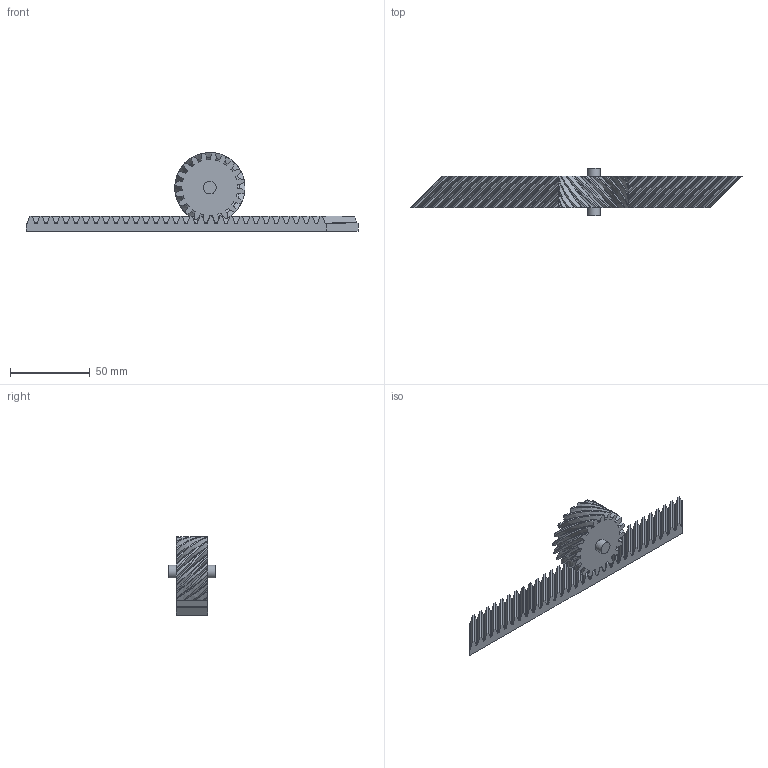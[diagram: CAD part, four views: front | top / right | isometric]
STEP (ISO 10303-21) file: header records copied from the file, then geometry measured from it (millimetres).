
FILE_DESCRIPTION(/* description */ (''),/* implementation_level */ '2;1');
FILE_NAME(/* name */ 'Rack and Pinion Gear.step',/* time_stamp */ '2023-03-15T21:47:29+02:00',/* author */ (''),/* organization */ (''),/* preprocessor_version */ 'ST-DEVELOPER v19.2',/* originating_system */ 'Autodesk Translation Framework v11.17.0.187',/* authorisation */ '');
FILE_SCHEMA (('AUTOMOTIVE_DESIGN { 1 0 10303 214 3 1 1 }'));
Length unit declared in the file: millimetre
Products named in the file (4): Rack and Pinion Gear; Rack Helical; Shaft; Gear 20 teeth_v
Assembly tree (3 placements, depth 2):
  Rack and Pinion Gear
    Rack Helical
    Shaft
    Gear 20 teeth_v
Bounding box: 208.5 x 30 x 49.5 mm (x, y, z)
Volume: 52637.9 mm3; surface area: 26659 mm2
Topology: 3 solids, 3 shells, 332 faces, 940 edges, 612 vertices
Faces by surface type: bspline 180, plane 130, cylinder 22
Full cylindrical faces by diameter (mm): 8 x2
Entity records: 17476 total; most frequent: CARTESIAN_POINT 9604, ORIENTED_EDGE 1876, DIRECTION 1240, EDGE_CURVE 938, VERTEX_POINT 612, LINE 514, VECTOR 514, AXIS2_PLACEMENT_3D 363
